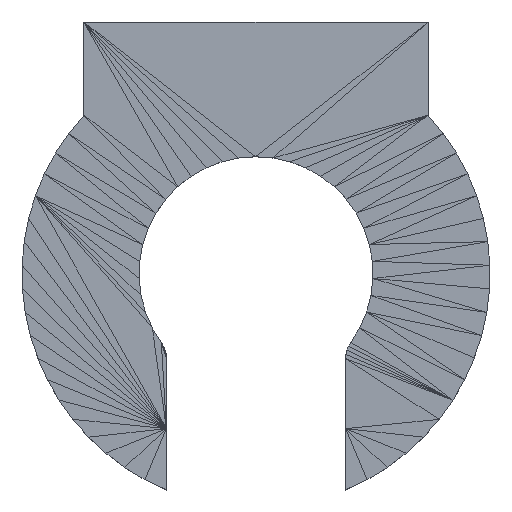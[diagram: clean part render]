
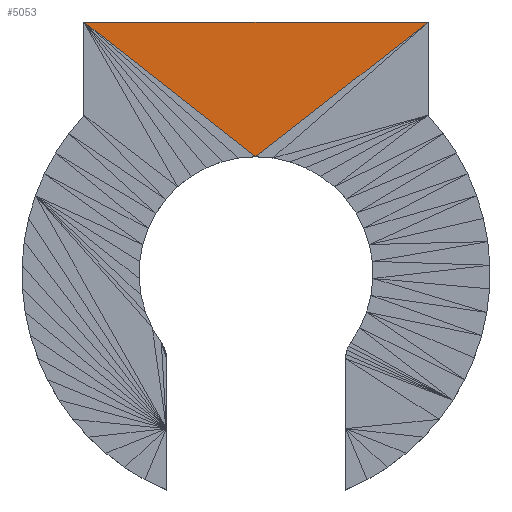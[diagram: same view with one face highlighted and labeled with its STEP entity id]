
A CAD part, top view. The second image highlights one B-rep face of the part: STEP entity #5053.
In plain terms, the highlighted planar face has unit normal (0, 0, 1).
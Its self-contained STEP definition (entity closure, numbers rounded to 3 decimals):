
#116 = VECTOR ( 'NONE', #5120, 1000. ) ;
#356 = CARTESIAN_POINT ( 'NONE',  ( 84.967, 121.023, 19.907 ) ) ;
#407 = CARTESIAN_POINT ( 'NONE',  ( 147.5, 169.966, 19.907 ) ) ;
#924 = VECTOR ( 'NONE', #8112, 1000. ) ;
#1127 = LINE ( 'NONE', #1834, #116 ) ;
#1522 = FACE_OUTER_BOUND ( 'NONE', #2482, .T. ) ;
#1635 = CARTESIAN_POINT ( 'NONE',  ( 84.967, 121.023, 19.907 ) ) ;
#1678 = AXIS2_PLACEMENT_3D ( 'NONE', #9274, #3901, #3752 ) ;
#1834 = CARTESIAN_POINT ( 'NONE',  ( 84.967, 121.023, 19.907 ) ) ;
#2170 = ORIENTED_EDGE ( 'NONE', *, *, #2901, .T. ) ;
#2350 = EDGE_CURVE ( 'NONE', #3834, #3518, #7261, .T. ) ;
#2482 = EDGE_LOOP ( 'NONE', ( #7936, #4250, #2170 ) ) ;
#2658 = VECTOR ( 'NONE', #6150, 1000. ) ;
#2901 = EDGE_CURVE ( 'NONE', #3834, #9842, #1127, .T. ) ;
#3045 = PLANE ( 'NONE',  #1678 ) ;
#3518 = VERTEX_POINT ( 'NONE', #4593 ) ;
#3752 = DIRECTION ( 'NONE',  ( 1., 0., 0. ) ) ;
#3834 = VERTEX_POINT ( 'NONE', #1635 ) ;
#3901 = DIRECTION ( 'NONE',  ( 0., 0., 1. ) ) ;
#4250 = ORIENTED_EDGE ( 'NONE', *, *, #2350, .F. ) ;
#4593 = CARTESIAN_POINT ( 'NONE',  ( 22.5, 169.966, 19.907 ) ) ;
#4696 = EDGE_CURVE ( 'NONE', #9842, #3518, #6042, .T. ) ;
#5053 = ADVANCED_FACE ( 'NONE', ( #1522 ), #3045, .T. ) ;
#5120 = DIRECTION ( 'NONE',  ( 0.787, 0.616, 0. ) ) ;
#6042 = LINE ( 'NONE', #9947, #2658 ) ;
#6150 = DIRECTION ( 'NONE',  ( -1., 0., 0. ) ) ;
#7261 = LINE ( 'NONE', #356, #924 ) ;
#7936 = ORIENTED_EDGE ( 'NONE', *, *, #4696, .T. ) ;
#8112 = DIRECTION ( 'NONE',  ( -0.787, 0.617, 0. ) ) ;
#9274 = CARTESIAN_POINT ( 'NONE',  ( 0., 0., 19.907 ) ) ;
#9842 = VERTEX_POINT ( 'NONE', #407 ) ;
#9947 = CARTESIAN_POINT ( 'NONE',  ( 147.5, 169.966, 19.907 ) ) ;
